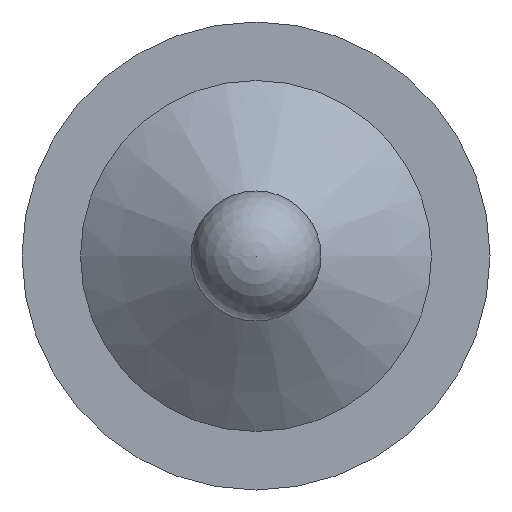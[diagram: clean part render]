
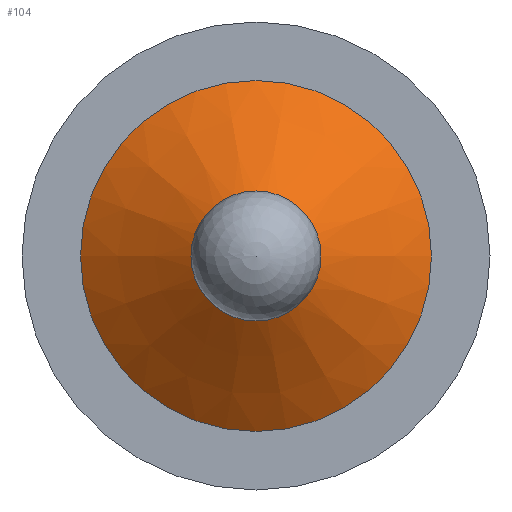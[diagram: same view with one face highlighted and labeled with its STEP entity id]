
A CAD part, front view. The second image highlights one B-rep face of the part: STEP entity #104.
In plain terms, the highlighted conical face has half-angle 53.893 degrees and reference radius 0.675 mm.
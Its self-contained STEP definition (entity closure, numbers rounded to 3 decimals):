
#85 = VERTEX_POINT('',#86);
#86 = CARTESIAN_POINT('',(-0.675,0.31,0.));
#92 = EDGE_CURVE('',#85,#85,#93,.T.);
#93 = CIRCLE('',#94,0.675);
#94 = AXIS2_PLACEMENT_3D('',#95,#96,#97);
#95 = CARTESIAN_POINT('',(0.,0.31,0.));
#96 = DIRECTION('',(0.,1.,0.));
#97 = DIRECTION('',(-1.,0.,0.));
#104 = ADVANCED_FACE('',(#105),#124,.T.);
#105 = FACE_BOUND('',#106,.F.);
#106 = EDGE_LOOP('',(#107,#108,#116,#123));
#107 = ORIENTED_EDGE('',*,*,#92,.T.);
#108 = ORIENTED_EDGE('',*,*,#109,.T.);
#109 = EDGE_CURVE('',#85,#110,#112,.T.);
#110 = VERTEX_POINT('',#111);
#111 = CARTESIAN_POINT('',(-0.25,0.,0.));
#112 = LINE('',#113,#114);
#113 = CARTESIAN_POINT('',(-0.675,0.31,0.));
#114 = VECTOR('',#115,1.);
#115 = DIRECTION('',(0.808,-0.589,0.));
#116 = ORIENTED_EDGE('',*,*,#117,.F.);
#117 = EDGE_CURVE('',#110,#110,#118,.T.);
#118 = CIRCLE('',#119,0.25);
#119 = AXIS2_PLACEMENT_3D('',#120,#121,#122);
#120 = CARTESIAN_POINT('',(0.,0.,0.));
#121 = DIRECTION('',(0.,1.,0.));
#122 = DIRECTION('',(-1.,0.,0.));
#123 = ORIENTED_EDGE('',*,*,#109,.F.);
#124 = CONICAL_SURFACE('',#125,0.675,0.941);
#125 = AXIS2_PLACEMENT_3D('',#126,#127,#128);
#126 = CARTESIAN_POINT('',(0.,0.31,0.));
#127 = DIRECTION('',(0.,1.,0.));
#128 = DIRECTION('',(-1.,0.,0.));
